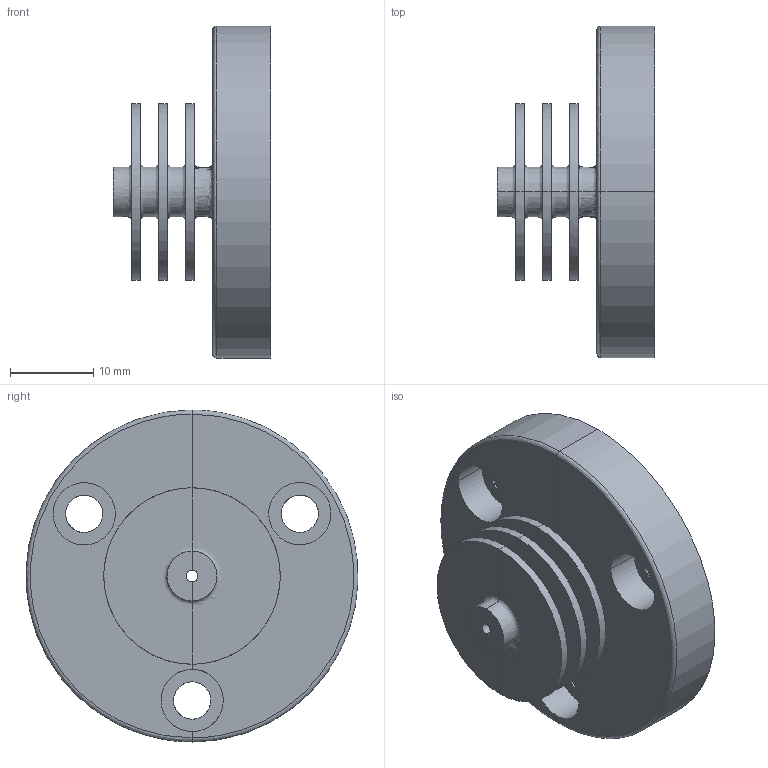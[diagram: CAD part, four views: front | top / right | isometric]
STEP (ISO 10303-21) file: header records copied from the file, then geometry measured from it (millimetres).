
FILE_DESCRIPTION (( 'STEP AP203' ), '1' );
FILE_NAME ('piece 3 - buse _ cuivre plaqué au Nickel stp.STEP', '2021-02-11T09:59:37', ( '' ), ( '' ), 'SwSTEP 2.0', 'SolidWorks 2020', '' );
FILE_SCHEMA (( 'CONFIG_CONTROL_DESIGN' ));
Length unit declared in the file: millimetre
Products named in the file (1): piece 3 - buse _ cuivre plaqué au Nickel stp
Bounding box: 19 x 39.96 x 40 mm (x, y, z)
Volume: 8913.4 mm3; surface area: 6263 mm2
Topology: 1 solids, 1 shells, 47 faces, 108 edges, 64 vertices
Faces by surface type: bspline 42, plane 5
Entity records: 2201 total; most frequent: CARTESIAN_POINT 1516, ORIENTED_EDGE 216, EDGE_CURVE 108, VERTEX_POINT 64, EDGE_LOOP 56, ADVANCED_FACE 47, FACE_OUTER_BOUND 47, B_SPLINE_CURVE_WITH_KNOTS 34
